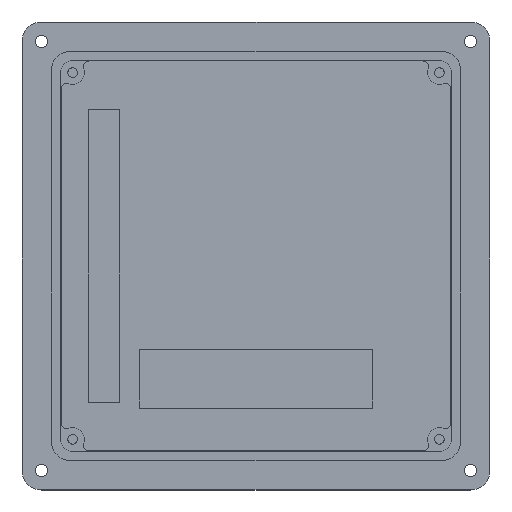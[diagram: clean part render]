
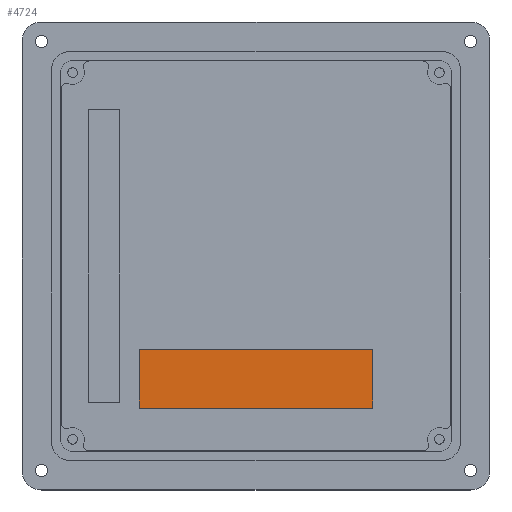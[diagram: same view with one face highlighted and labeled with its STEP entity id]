
A CAD part, top view. The second image highlights one B-rep face of the part: STEP entity #4724.
In plain terms, the highlighted planar face has unit normal (0, 0, 1).
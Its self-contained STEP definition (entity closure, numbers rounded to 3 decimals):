
#4218 = PLANE('',#4219);
#4219 = AXIS2_PLACEMENT_3D('',#4220,#4221,#4222);
#4220 = CARTESIAN_POINT('',(-30.,-39.,6.4));
#4221 = DIRECTION('',(0.,-1.,0.));
#4222 = DIRECTION('',(1.,0.,0.));
#4246 = PLANE('',#4247);
#4247 = AXIS2_PLACEMENT_3D('',#4248,#4249,#4250);
#4248 = CARTESIAN_POINT('',(30.,-24.,6.4));
#4249 = DIRECTION('',(-1.,0.,0.));
#4250 = DIRECTION('',(0.,-1.,0.));
#4274 = PLANE('',#4275);
#4275 = AXIS2_PLACEMENT_3D('',#4276,#4277,#4278);
#4276 = CARTESIAN_POINT('',(-30.,-24.,6.4));
#4277 = DIRECTION('',(0.,-1.,0.));
#4278 = DIRECTION('',(1.,0.,0.));
#4300 = PLANE('',#4301);
#4301 = AXIS2_PLACEMENT_3D('',#4302,#4303,#4304);
#4302 = CARTESIAN_POINT('',(-30.,-39.,6.4));
#4303 = DIRECTION('',(1.,0.,0.));
#4304 = DIRECTION('',(0.,1.,0.));
#4520 = EDGE_CURVE('',#4521,#4523,#4525,.T.);
#4521 = VERTEX_POINT('',#4522);
#4522 = CARTESIAN_POINT('',(-30.,-39.,5.4));
#4523 = VERTEX_POINT('',#4524);
#4524 = CARTESIAN_POINT('',(30.,-39.,5.4));
#4525 = SURFACE_CURVE('',#4526,(#4530,#4537),.PCURVE_S1.);
#4526 = LINE('',#4527,#4528);
#4527 = CARTESIAN_POINT('',(-15.,-39.,5.4));
#4528 = VECTOR('',#4529,1.);
#4529 = DIRECTION('',(1.,0.,0.));
#4530 = PCURVE('',#4218,#4531);
#4531 = DEFINITIONAL_REPRESENTATION('',(#4532),#4536);
#4532 = LINE('',#4533,#4534);
#4533 = CARTESIAN_POINT('',(15.,-1.));
#4534 = VECTOR('',#4535,1.);
#4535 = DIRECTION('',(1.,0.));
#4536 = ( GEOMETRIC_REPRESENTATION_CONTEXT(2) 
PARAMETRIC_REPRESENTATION_CONTEXT() REPRESENTATION_CONTEXT('2D SPACE',''
  ) );
#4537 = PCURVE('',#4538,#4543);
#4538 = PLANE('',#4539);
#4539 = AXIS2_PLACEMENT_3D('',#4540,#4541,#4542);
#4540 = CARTESIAN_POINT('',(0.,0.,5.4));
#4541 = DIRECTION('',(-0.,-0.,-1.));
#4542 = DIRECTION('',(-1.,0.,0.));
#4543 = DEFINITIONAL_REPRESENTATION('',(#4544),#4548);
#4544 = LINE('',#4545,#4546);
#4545 = CARTESIAN_POINT('',(15.,-39.));
#4546 = VECTOR('',#4547,1.);
#4547 = DIRECTION('',(-1.,0.));
#4548 = ( GEOMETRIC_REPRESENTATION_CONTEXT(2) 
PARAMETRIC_REPRESENTATION_CONTEXT() REPRESENTATION_CONTEXT('2D SPACE',''
  ) );
#4596 = EDGE_CURVE('',#4597,#4523,#4599,.T.);
#4597 = VERTEX_POINT('',#4598);
#4598 = CARTESIAN_POINT('',(30.,-24.,5.4));
#4599 = SURFACE_CURVE('',#4600,(#4604,#4611),.PCURVE_S1.);
#4600 = LINE('',#4601,#4602);
#4601 = CARTESIAN_POINT('',(30.,-12.,5.4));
#4602 = VECTOR('',#4603,1.);
#4603 = DIRECTION('',(0.,-1.,0.));
#4604 = PCURVE('',#4246,#4605);
#4605 = DEFINITIONAL_REPRESENTATION('',(#4606),#4610);
#4606 = LINE('',#4607,#4608);
#4607 = CARTESIAN_POINT('',(-12.,-1.));
#4608 = VECTOR('',#4609,1.);
#4609 = DIRECTION('',(1.,0.));
#4610 = ( GEOMETRIC_REPRESENTATION_CONTEXT(2) 
PARAMETRIC_REPRESENTATION_CONTEXT() REPRESENTATION_CONTEXT('2D SPACE',''
  ) );
#4611 = PCURVE('',#4538,#4612);
#4612 = DEFINITIONAL_REPRESENTATION('',(#4613),#4617);
#4613 = LINE('',#4614,#4615);
#4614 = CARTESIAN_POINT('',(-30.,-12.));
#4615 = VECTOR('',#4616,1.);
#4616 = DIRECTION('',(0.,-1.));
#4617 = ( GEOMETRIC_REPRESENTATION_CONTEXT(2) 
PARAMETRIC_REPRESENTATION_CONTEXT() REPRESENTATION_CONTEXT('2D SPACE',''
  ) );
#4645 = EDGE_CURVE('',#4646,#4597,#4648,.T.);
#4646 = VERTEX_POINT('',#4647);
#4647 = CARTESIAN_POINT('',(-30.,-24.,5.4));
#4648 = SURFACE_CURVE('',#4649,(#4653,#4660),.PCURVE_S1.);
#4649 = LINE('',#4650,#4651);
#4650 = CARTESIAN_POINT('',(-15.,-24.,5.4));
#4651 = VECTOR('',#4652,1.);
#4652 = DIRECTION('',(1.,0.,0.));
#4653 = PCURVE('',#4274,#4654);
#4654 = DEFINITIONAL_REPRESENTATION('',(#4655),#4659);
#4655 = LINE('',#4656,#4657);
#4656 = CARTESIAN_POINT('',(15.,-1.));
#4657 = VECTOR('',#4658,1.);
#4658 = DIRECTION('',(1.,0.));
#4659 = ( GEOMETRIC_REPRESENTATION_CONTEXT(2) 
PARAMETRIC_REPRESENTATION_CONTEXT() REPRESENTATION_CONTEXT('2D SPACE',''
  ) );
#4660 = PCURVE('',#4538,#4661);
#4661 = DEFINITIONAL_REPRESENTATION('',(#4662),#4666);
#4662 = LINE('',#4663,#4664);
#4663 = CARTESIAN_POINT('',(15.,-24.));
#4664 = VECTOR('',#4665,1.);
#4665 = DIRECTION('',(-1.,0.));
#4666 = ( GEOMETRIC_REPRESENTATION_CONTEXT(2) 
PARAMETRIC_REPRESENTATION_CONTEXT() REPRESENTATION_CONTEXT('2D SPACE',''
  ) );
#4694 = EDGE_CURVE('',#4521,#4646,#4695,.T.);
#4695 = SURFACE_CURVE('',#4696,(#4700,#4707),.PCURVE_S1.);
#4696 = LINE('',#4697,#4698);
#4697 = CARTESIAN_POINT('',(-30.,-19.5,5.4));
#4698 = VECTOR('',#4699,1.);
#4699 = DIRECTION('',(0.,1.,0.));
#4700 = PCURVE('',#4300,#4701);
#4701 = DEFINITIONAL_REPRESENTATION('',(#4702),#4706);
#4702 = LINE('',#4703,#4704);
#4703 = CARTESIAN_POINT('',(19.5,-1.));
#4704 = VECTOR('',#4705,1.);
#4705 = DIRECTION('',(1.,0.));
#4706 = ( GEOMETRIC_REPRESENTATION_CONTEXT(2) 
PARAMETRIC_REPRESENTATION_CONTEXT() REPRESENTATION_CONTEXT('2D SPACE',''
  ) );
#4707 = PCURVE('',#4538,#4708);
#4708 = DEFINITIONAL_REPRESENTATION('',(#4709),#4713);
#4709 = LINE('',#4710,#4711);
#4710 = CARTESIAN_POINT('',(30.,-19.5));
#4711 = VECTOR('',#4712,1.);
#4712 = DIRECTION('',(0.,1.));
#4713 = ( GEOMETRIC_REPRESENTATION_CONTEXT(2) 
PARAMETRIC_REPRESENTATION_CONTEXT() REPRESENTATION_CONTEXT('2D SPACE',''
  ) );
#4724 = ADVANCED_FACE('',(#4725),#4538,.F.);
#4725 = FACE_BOUND('',#4726,.F.);
#4726 = EDGE_LOOP('',(#4727,#4728,#4729,#4730));
#4727 = ORIENTED_EDGE('',*,*,#4520,.F.);
#4728 = ORIENTED_EDGE('',*,*,#4694,.T.);
#4729 = ORIENTED_EDGE('',*,*,#4645,.T.);
#4730 = ORIENTED_EDGE('',*,*,#4596,.T.);
